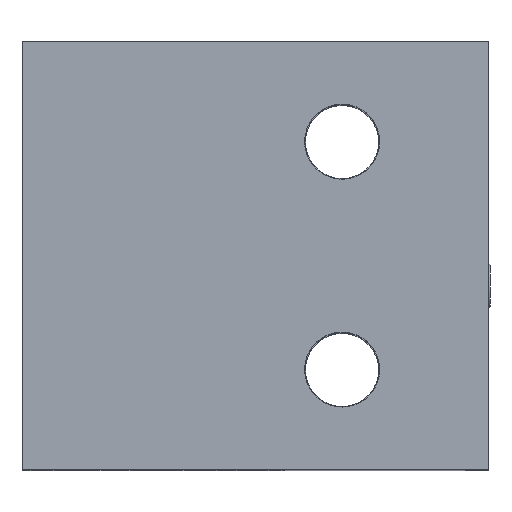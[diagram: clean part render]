
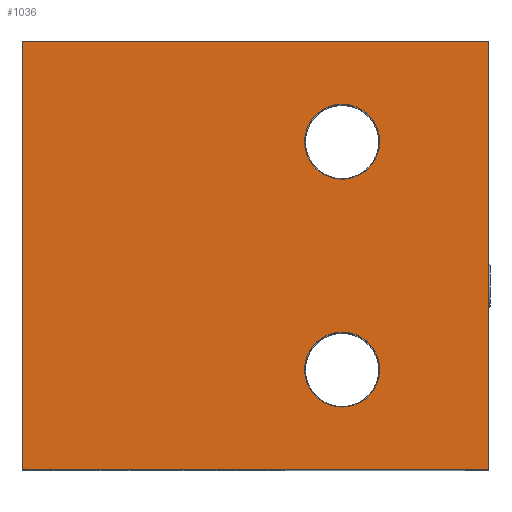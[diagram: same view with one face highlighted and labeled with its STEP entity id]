
A CAD part, top view. The second image highlights one B-rep face of the part: STEP entity #1036.
In plain terms, the highlighted planar face has unit normal (0, 0, 1).
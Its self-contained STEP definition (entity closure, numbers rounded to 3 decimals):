
#55=FACE_BOUND('',#215,.T.);
#56=FACE_BOUND('',#216,.T.);
#85=PLANE('',#1204);
#139=FACE_OUTER_BOUND('',#214,.T.);
#214=EDGE_LOOP('',(#879,#880,#881,#882));
#215=EDGE_LOOP('',(#883));
#216=EDGE_LOOP('',(#884));
#251=LINE('',#1648,#331);
#278=LINE('',#1827,#358);
#287=LINE('',#1842,#367);
#288=LINE('',#1844,#368);
#331=VECTOR('',#1336,10.);
#358=VECTOR('',#1449,10.);
#367=VECTOR('',#1464,10.);
#368=VECTOR('',#1467,10.);
#417=CIRCLE('',#1168,6.918);
#420=CIRCLE('',#1173,6.918);
#470=VERTEX_POINT('',#1645);
#471=VERTEX_POINT('',#1647);
#481=VERTEX_POINT('',#1747);
#484=VERTEX_POINT('',#1756);
#508=VERTEX_POINT('',#1826);
#511=VERTEX_POINT('',#1840);
#577=EDGE_CURVE('',#470,#471,#251,.T.);
#593=EDGE_CURVE('',#481,#481,#417,.T.);
#597=EDGE_CURVE('',#484,#484,#420,.T.);
#630=EDGE_CURVE('',#471,#508,#278,.T.);
#639=EDGE_CURVE('',#511,#470,#287,.T.);
#640=EDGE_CURVE('',#508,#511,#288,.T.);
#879=ORIENTED_EDGE('',*,*,#640,.F.);
#880=ORIENTED_EDGE('',*,*,#630,.F.);
#881=ORIENTED_EDGE('',*,*,#577,.F.);
#882=ORIENTED_EDGE('',*,*,#639,.F.);
#883=ORIENTED_EDGE('',*,*,#593,.T.);
#884=ORIENTED_EDGE('',*,*,#597,.T.);
#1036=ADVANCED_FACE('',(#139,#55,#56),#85,.T.);
#1168=AXIS2_PLACEMENT_3D('',#1749,#1367,#1368);
#1173=AXIS2_PLACEMENT_3D('',#1758,#1378,#1379);
#1204=AXIS2_PLACEMENT_3D('',#1846,#1470,#1471);
#1336=DIRECTION('',(0.,1.,0.));
#1367=DIRECTION('center_axis',(0.,0.,-1.));
#1368=DIRECTION('ref_axis',(-1.,0.,0.));
#1378=DIRECTION('center_axis',(0.,0.,-1.));
#1379=DIRECTION('ref_axis',(-1.,0.,0.));
#1449=DIRECTION('',(1.,0.,0.));
#1464=DIRECTION('',(-1.,0.,0.));
#1467=DIRECTION('',(0.,-1.,0.));
#1470=DIRECTION('center_axis',(0.,0.,1.));
#1471=DIRECTION('ref_axis',(1.,0.,0.));
#1645=CARTESIAN_POINT('',(-43.25,-39.5,41.));
#1647=CARTESIAN_POINT('',(-43.25,39.5,41.));
#1648=CARTESIAN_POINT('',(-43.25,39.5,41.));
#1747=CARTESIAN_POINT('',(22.668,21.,41.));
#1749=CARTESIAN_POINT('Origin',(15.75,21.,41.));
#1756=CARTESIAN_POINT('',(22.668,-21.,41.));
#1758=CARTESIAN_POINT('Origin',(15.75,-21.,41.));
#1826=CARTESIAN_POINT('',(42.75,39.5,41.));
#1827=CARTESIAN_POINT('',(-42.75,39.5,41.));
#1840=CARTESIAN_POINT('',(42.75,-39.5,41.));
#1842=CARTESIAN_POINT('',(-42.75,-39.5,41.));
#1844=CARTESIAN_POINT('',(42.75,39.5,41.));
#1846=CARTESIAN_POINT('Origin',(0.,0.,
41.));
